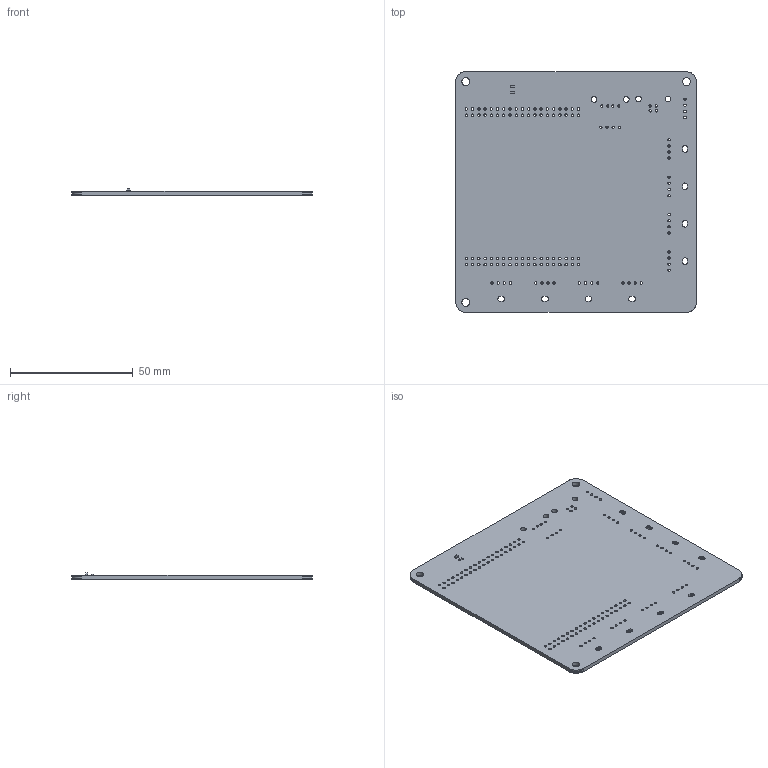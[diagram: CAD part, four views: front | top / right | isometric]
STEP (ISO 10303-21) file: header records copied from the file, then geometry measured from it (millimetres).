
FILE_DESCRIPTION(('KiCad electronic assembly'),'2;1');
FILE_NAME('ALTAIR_SERVO_MODULE_V1.step','2024-06-19T22:21:16',('Pcbnew') ,('Kicad'),'Open CASCADE STEP processor 7.6','KiCad to STEP converter' ,'Unknown');
FILE_SCHEMA(('AUTOMOTIVE_DESIGN { 1 0 10303 214 1 1 1 1 }'));
Length unit declared in the file: millimetre
Products named in the file (6): ALTAIR_SERVO_MODULE_V1 1; R_0603_1608Metric; SOLID; LED_0603_1608Metric; ALTAIR_MDD_V2-backups PCB
Assembly tree (5 placements, depth 3):
  ALTAIR_SERVO_MODULE_V1 1
    R_0603_1608Metric
      SOLID
    LED_0603_1608Metric
      SOLID
    ALTAIR_MDD_V2-backups PCB
Bounding box: 98.08 x 98.03 x 2.75 mm (x, y, z)
Volume: 15078.6 mm3; surface area: 20280.8 mm2
Topology: 3 solids, 3 shells, 549 faces, 1614 edges, 1072 vertices
Faces by surface type: plane 402, cylinder 147
Full cylindrical faces by diameter (mm): 0.95 x48, 1 x76, 2.3 x4, 3.2 x3
Entity records: 41172 total; most frequent: CARTESIAN_POINT 8137, DIRECTION 5968, LINE 4254, VECTOR 4254, ORIENTED_EDGE 3228, PCURVE 3228, DEFINITIONAL_REPRESENTATION 3228, EDGE_CURVE 1614
